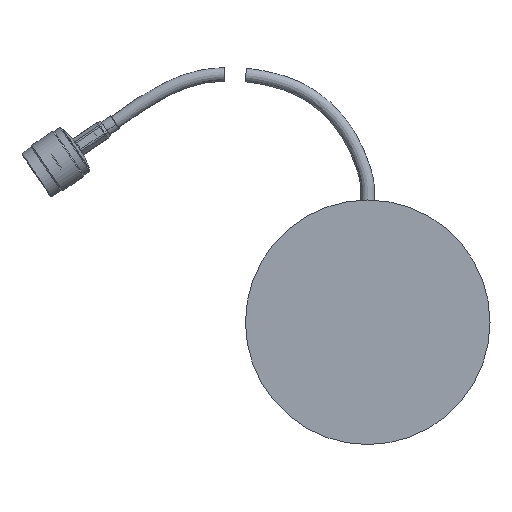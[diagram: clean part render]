
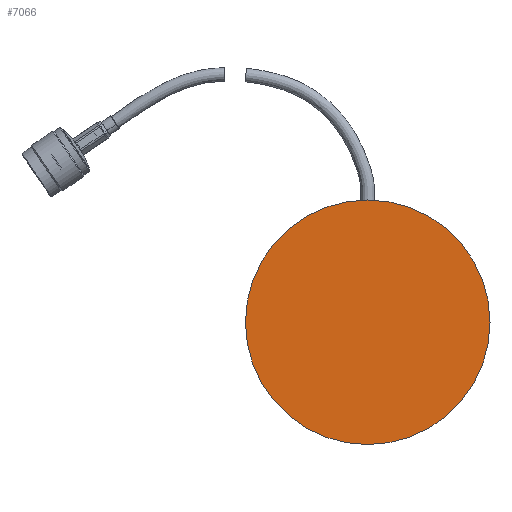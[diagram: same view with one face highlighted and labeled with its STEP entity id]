
A CAD part, front view. The second image highlights one B-rep face of the part: STEP entity #7066.
In plain terms, the highlighted planar face has unit normal (0, -1, 0).
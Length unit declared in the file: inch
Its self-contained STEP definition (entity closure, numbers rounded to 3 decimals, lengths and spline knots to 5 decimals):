
#1977 = EDGE_CURVE ( 'NONE', #2473, #2472, #9545, .T. ) ;
#2102 = EDGE_CURVE ( 'NONE', #2472, #2473, #9716, .T. ) ;
#2220 = AXIS2_PLACEMENT_3D ( 'NONE', #8823, #8824, #8825 ) ;
#2287 = AXIS2_PLACEMENT_3D ( 'NONE', #12875, #12874, #12873 ) ;
#2472 = VERTEX_POINT ( 'NONE', #10721 ) ;
#2473 = VERTEX_POINT ( 'NONE', #10720 ) ;
#2679 = EDGE_LOOP ( 'NONE', ( #9388, #9370 ) ) ;
#7066 = ADVANCED_FACE ( 'NONE', ( #8951 ), #10824, .F. ) ;
#8330 = AXIS2_PLACEMENT_3D ( 'NONE', #11016, #11027, #11037 ) ;
#8823 = CARTESIAN_POINT ( 'NONE',  ( 0., 0., 0. ) ) ;
#8824 = DIRECTION ( 'NONE',  ( 0., -1., 0. ) ) ;
#8825 = DIRECTION ( 'NONE',  ( 0., 0., -1. ) ) ;
#8951 = FACE_OUTER_BOUND ( 'NONE', #2679, .T. ) ;
#9370 = ORIENTED_EDGE ( 'NONE', *, *, #2102, .T. ) ;
#9388 = ORIENTED_EDGE ( 'NONE', *, *, #1977, .T. ) ;
#9545 = CIRCLE ( 'NONE', #2220, 1.75 ) ;
#9716 = CIRCLE ( 'NONE', #2287, 1.75 ) ;
#10720 = CARTESIAN_POINT ( 'NONE',  ( 0., 0., -1.75 ) ) ;
#10721 = CARTESIAN_POINT ( 'NONE',  ( 0., 0., 1.75 ) ) ;
#10824 = PLANE ( 'NONE',  #8330 ) ;
#11016 = CARTESIAN_POINT ( 'NONE',  ( -1.75, 0., 0. ) ) ;
#11027 = DIRECTION ( 'NONE',  ( 0., 1., 0. ) ) ;
#11037 = DIRECTION ( 'NONE',  ( 0., 0., 1. ) ) ;
#12873 = DIRECTION ( 'NONE',  ( 0., 0., -1. ) ) ;
#12874 = DIRECTION ( 'NONE',  ( 0., -1., 0. ) ) ;
#12875 = CARTESIAN_POINT ( 'NONE',  ( 0., 0., 0. ) ) ;
